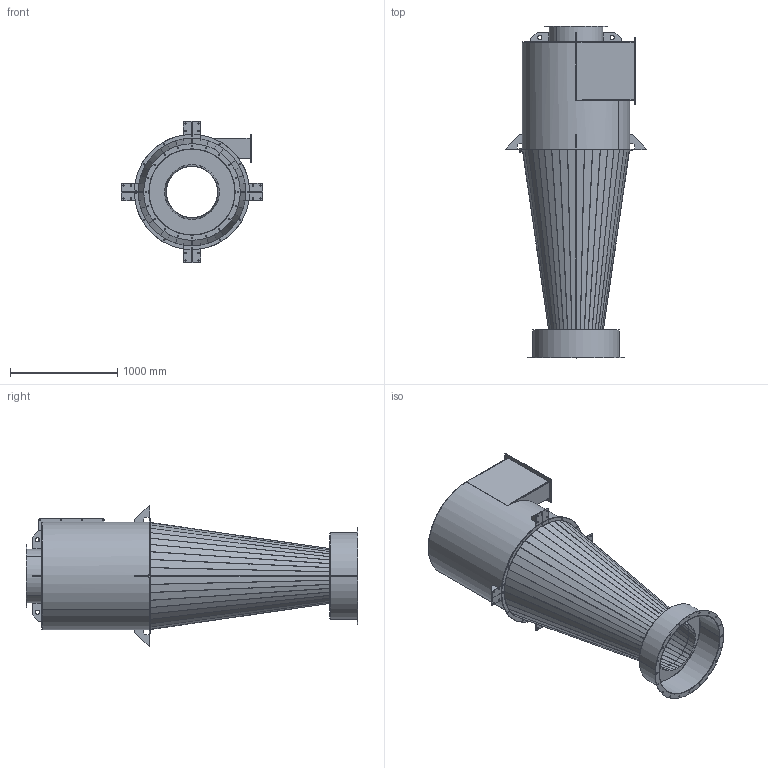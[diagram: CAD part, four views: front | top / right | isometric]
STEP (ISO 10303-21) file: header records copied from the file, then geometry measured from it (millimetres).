
FILE_DESCRIPTION (( 'STEP AP203' ), '1' );
FILE_NAME ('CY0013.STEP', '2023-11-22T06:39:40', ( '' ), ( '' ), 'SwSTEP 2.0', 'SolidWorks 2022', '' );
FILE_SCHEMA (( 'CONFIG_CONTROL_DESIGN' ));
Length unit declared in the file: millimetre
Products named in the file (22): CY0013; CO-S368-02 - PART_Výchozí; CO-S366-00 - INPUT_Výchozí; CO-S367-00 - CONE_Výchozí; CO-S366-01 - PART_Výchozí; PRGG-DNXXXX - FLANGE G&G_PRGG-DN500; CO-S368-03 - PART_Výchozí; CO-CYGG-355-00 - CW 10-23_Výchozí; CO-S369-00 - CYCLONE_Výchozí; CO-S366-02 - PART_Výchozí; CO-S367-04 - PART_Výchozí; CO-S367-02 - PART_Výchozí; CO-S368-04 - PART_Výchozí; CO-S367-03 - PART_Výchozí; PH-D013-07 - FLANGE 170x510_Výchozí; BOLT JOINT - B+W-W+N_M10x30-X10-W; CO-S368-07 - PART_Výchozí; CO-S368-01 - PART_Výchozí; CO-S368-06 - PART_Výchozí; PRGG-DNXXXX - FLANGE G&G_PRGG-DN800; CO-S367-01 - PART_Výchozí; CO-S368-05 - PART_Výchozí
Assembly tree (38 placements, depth 5):
  CY0013
    CO-CYGG-355-00 - CW 10-23_Výchozí
      CO-S369-00 - CYCLONE_Výchozí
        CO-S368-01 - PART_Výchozí
        CO-S368-02 - PART_Výchozí  x4
        CO-S368-03 - PART_Výchozí
        CO-S368-04 - PART_Výchozí
        CO-S368-05 - PART_Výchozí  x4
        CO-S368-06 - PART_Výchozí  x4
        CO-S366-00 - INPUT_Výchozí
          CO-S366-01 - PART_Výchozí
          CO-S366-02 - PART_Výchozí
          PH-D013-07 - FLANGE 170x510_Výchozí  x2
        PRGG-DNXXXX - FLANGE G&G_PRGG-DN500
        CO-S368-07 - PART_Výchozí
      CO-S367-00 - CONE_Výchozí
        CO-S367-01 - PART_Výchozí  x2
        CO-S367-02 - PART_Výchozí
        CO-S367-03 - PART_Výchozí  x4
        CO-S367-04 - PART_Výchozí  x4
        PRGG-DNXXXX - FLANGE G&G_PRGG-DN800
      BOLT JOINT - B+W-W+N_M10x30-X10-W
Bounding box: 1320 x 3090 x 1320 mm (x, y, z)
Volume: 34233212.2 mm3; surface area: 22571273.5 mm2
Topology: 34 solids, 34 shells, 791 faces, 1838 edges, 1120 vertices
Faces by surface type: plane 391, cylinder 328, bspline 72
Entity records: 13988 total; most frequent: CARTESIAN_POINT 2404, DIRECTION 1928, ORIENTED_EDGE 1726, EDGE_CURVE 863, AXIS2_PLACEMENT_3D 714, VERTEX_POINT 542, LINE 500, VECTOR 500
